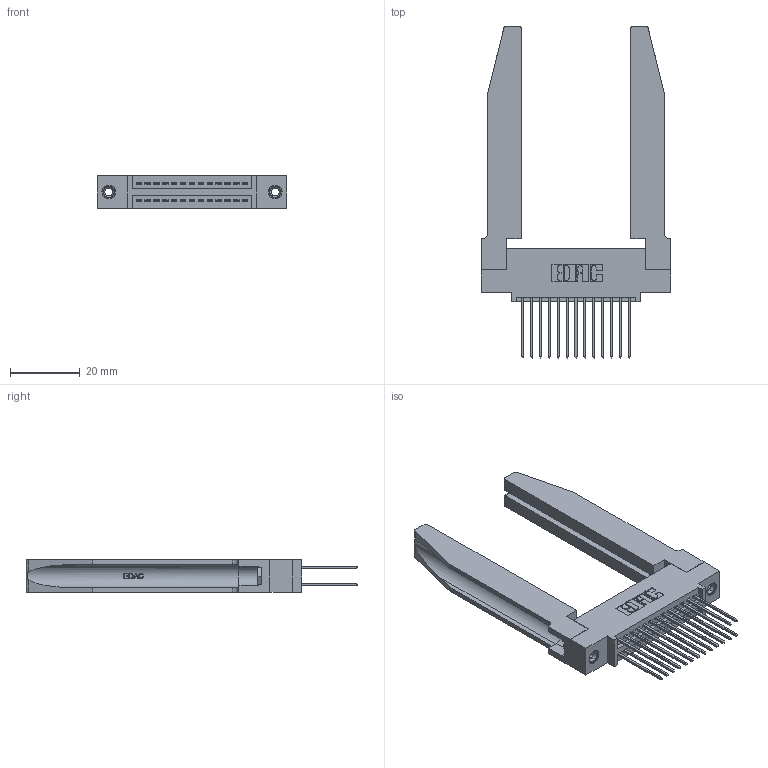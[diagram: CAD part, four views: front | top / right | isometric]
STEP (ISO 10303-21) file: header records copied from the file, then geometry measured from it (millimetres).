
FILE_DESCRIPTION (( 'STEP AP203' ), '1' );
FILE_NAME ('395-026-542-578.STEP', '2019-10-16T18:03:30', ( '' ), ( '' ), 'SwSTEP 2.0', 'SolidWorks 2016', '' );
FILE_SCHEMA (( 'CONFIG_CONTROL_DESIGN' ));
Length unit declared in the file: inch
Products named in the file (5): 395-026-542-578; 345-220-078_345-220-078; 345 Part_0.110 Offset - 0.156 Dia-TH; 345-292-001_345-293-142; 345-250-001_345-250-001-102
Assembly tree (31 placements, depth 2):
  395-026-542-578
    345 Part_0.110 Offset - 0.156 Dia-TH
    345-292-001_345-293-142  x26
    345-250-001_345-250-001-102  x2
    345-220-078_345-220-078  x2
Bounding box: 54.25 x 95.05 x 9.4 mm (x, y, z)
Volume: 12819.4 mm3; surface area: 14399.3 mm2
Topology: 31 solids, 31 shells, 1664 faces, 4835 edges, 3178 vertices
Faces by surface type: plane 1084, cylinder 528, bspline 36, cone 12, torus 4
Entity records: 18994 total; most frequent: CARTESIAN_POINT 4131, ORIENTED_EDGE 2962, DIRECTION 2671, EDGE_CURVE 1481, LINE 1203, VECTOR 1203, VERTEX_POINT 980, AXIS2_PLACEMENT_3D 734
